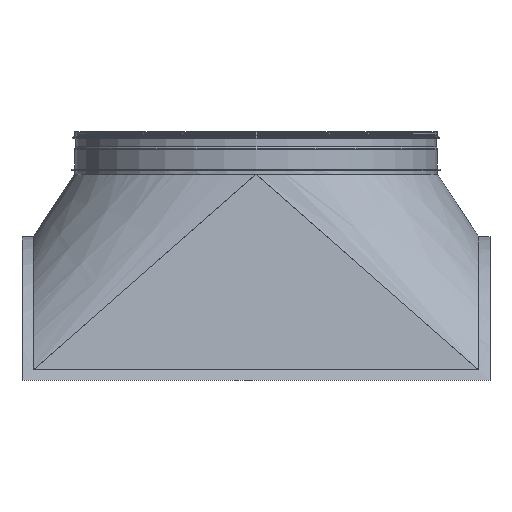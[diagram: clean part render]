
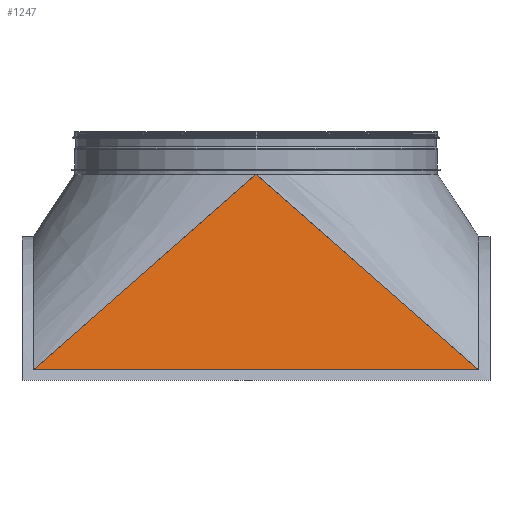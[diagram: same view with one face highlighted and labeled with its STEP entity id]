
A CAD part, front view. The second image highlights one B-rep face of the part: STEP entity #1247.
In plain terms, the highlighted planar face has unit normal (0, -0.992, 0.128).
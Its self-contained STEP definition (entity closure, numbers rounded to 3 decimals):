
#448=CARTESIAN_POINT('',(0.0,-399.325,637.0));
#449=VERTEX_POINT('',#448);
#1053=CARTESIAN_POINT('',(-490.0,-455.0,206.821));
#1054=VERTEX_POINT('',#1053);
#1090=CARTESIAN_POINT('',(490.0,-455.0,206.821));
#1091=VERTEX_POINT('',#1090);
#1099=CARTESIAN_POINT('',(-490.,-455.0,206.821));
#1100=DIRECTION('',(1.0,0.0,0.0));
#1101=VECTOR('',#1100,980.);
#1102=LINE('',#1099,#1101);
#1103=EDGE_CURVE('',#1054,#1091,#1102,.T.);
#1227=CARTESIAN_POINT('',(0.,-439.082,329.816));
#1228=DIRECTION('',(0.,0.992,-0.128));
#1229=DIRECTION('',(0.0,0.128,0.992));
#1230=AXIS2_PLACEMENT_3D('',#1227,#1228,#1229);
#1231=PLANE('',#1230);
#1232=ORIENTED_EDGE('',*,*,#1103,.T.);
#1233=CARTESIAN_POINT('',(0.0,-399.325,637.0));
#1234=DIRECTION('',(0.749,-0.085,-0.657));
#1235=VECTOR('',#1234,654.411);
#1236=LINE('',#1233,#1235);
#1237=EDGE_CURVE('',#449,#1091,#1236,.T.);
#1238=ORIENTED_EDGE('',*,*,#1237,.F.);
#1239=CARTESIAN_POINT('',(0.0,-399.325,637.0));
#1240=DIRECTION('',(-0.749,-0.085,-0.657));
#1241=VECTOR('',#1240,654.411);
#1242=LINE('',#1239,#1241);
#1243=EDGE_CURVE('',#449,#1054,#1242,.T.);
#1244=ORIENTED_EDGE('',*,*,#1243,.T.);
#1245=EDGE_LOOP('',(#1232,#1238,#1244));
#1246=FACE_OUTER_BOUND('',#1245,.T.);
#1247=ADVANCED_FACE('',(#1246),#1231,.F.);
